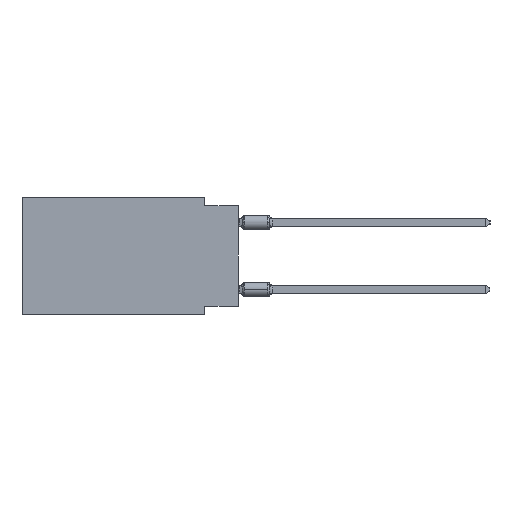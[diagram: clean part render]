
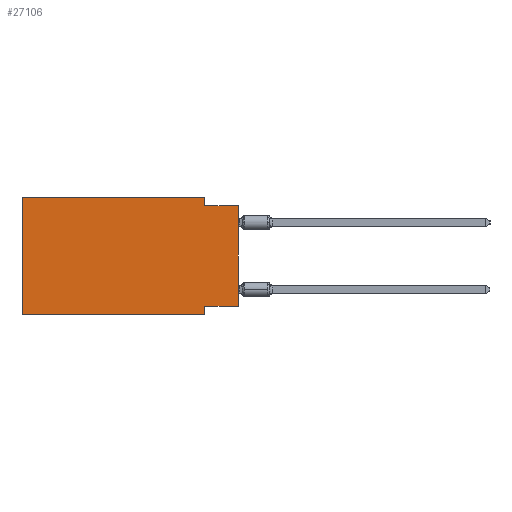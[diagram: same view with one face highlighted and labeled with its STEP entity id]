
A CAD part, left-side view. The second image highlights one B-rep face of the part: STEP entity #27106.
In plain terms, the highlighted planar face has unit normal (-1, 0, 0).
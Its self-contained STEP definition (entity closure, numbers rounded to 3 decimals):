
#1157 = FACE_OUTER_BOUND ( 'NONE', #39113, .T. ) ;
#1665 = VERTEX_POINT ( 'NONE', #18611 ) ;
#3463 = CARTESIAN_POINT ( 'NONE',  ( 0., 16.383, 0. ) ) ;
#5548 = PLANE ( 'NONE',  #41165 ) ;
#5763 = CARTESIAN_POINT ( 'NONE',  ( 0., 16.383, -8.89 ) ) ;
#6226 = VECTOR ( 'NONE', #12517, 1000. ) ;
#6539 = EDGE_CURVE ( 'NONE', #38450, #33308, #30058, .T. ) ;
#6920 = CARTESIAN_POINT ( 'NONE',  ( 0., 2.54, -0.635 ) ) ;
#6945 = DIRECTION ( 'NONE',  ( 0., 1., 0. ) ) ;
#8509 = CARTESIAN_POINT ( 'NONE',  ( 0., 16.383, 0. ) ) ;
#8613 = CARTESIAN_POINT ( 'NONE',  ( 0., 2.54, -8.89 ) ) ;
#8767 = CARTESIAN_POINT ( 'NONE',  ( 0., 0., -0.635 ) ) ;
#11059 = LINE ( 'NONE', #25972, #27550 ) ;
#11734 = CARTESIAN_POINT ( 'NONE',  ( 0., 16.383, -8.89 ) ) ;
#12218 = ORIENTED_EDGE ( 'NONE', *, *, #14443, .F. ) ;
#12517 = DIRECTION ( 'NONE',  ( 0., 0., -1. ) ) ;
#13883 = EDGE_CURVE ( 'NONE', #23599, #16812, #40441, .T. ) ;
#14443 = EDGE_CURVE ( 'NONE', #1665, #38174, #11059, .T. ) ;
#14982 = LINE ( 'NONE', #3463, #15690 ) ;
#15690 = VECTOR ( 'NONE', #19112, 1000. ) ;
#16151 = VECTOR ( 'NONE', #28027, 1000. ) ;
#16540 = CARTESIAN_POINT ( 'NONE',  ( 0., 2.54, -8.89 ) ) ;
#16812 = VERTEX_POINT ( 'NONE', #25636 ) ;
#17854 = CARTESIAN_POINT ( 'NONE',  ( 0., 0., 0. ) ) ;
#18611 = CARTESIAN_POINT ( 'NONE',  ( 0., 16.383, 0. ) ) ;
#19112 = DIRECTION ( 'NONE',  ( 0., 0., 1. ) ) ;
#19353 = DIRECTION ( 'NONE',  ( 0., 0., -1. ) ) ;
#20456 = DIRECTION ( 'NONE',  ( 0., 0., -1. ) ) ;
#21922 = CARTESIAN_POINT ( 'NONE',  ( 0., 2.54, 0. ) ) ;
#22035 = EDGE_CURVE ( 'NONE', #23599, #47822, #39414, .T. ) ;
#23195 = ORIENTED_EDGE ( 'NONE', *, *, #31739, .F. ) ;
#23599 = VERTEX_POINT ( 'NONE', #41729 ) ;
#25636 = CARTESIAN_POINT ( 'NONE',  ( 0., 2.54, -8.255 ) ) ;
#25861 = VECTOR ( 'NONE', #19353, 1000. ) ;
#25972 = CARTESIAN_POINT ( 'NONE',  ( 0., 16.383, 0. ) ) ;
#26646 = DIRECTION ( 'NONE',  ( 0., -1., 0. ) ) ;
#27075 = DIRECTION ( 'NONE',  ( 1., 0., 0. ) ) ;
#27106 = ADVANCED_FACE ( 'NONE', ( #1157 ), #5548, .F. ) ;
#27141 = EDGE_CURVE ( 'NONE', #29456, #47822, #42010, .T. ) ;
#27550 = VECTOR ( 'NONE', #31496, 1000. ) ;
#27860 = VECTOR ( 'NONE', #26646, 1000. ) ;
#28027 = DIRECTION ( 'NONE',  ( 0., -1., 0. ) ) ;
#29456 = VERTEX_POINT ( 'NONE', #6920 ) ;
#30058 = LINE ( 'NONE', #11734, #27860 ) ;
#30853 = LINE ( 'NONE', #46033, #6226 ) ;
#31075 = ORIENTED_EDGE ( 'NONE', *, *, #6539, .T. ) ;
#31496 = DIRECTION ( 'NONE',  ( 0., -1., 0. ) ) ;
#31739 = EDGE_CURVE ( 'NONE', #16812, #33308, #38906, .T. ) ;
#32591 = VECTOR ( 'NONE', #43107, 1000. ) ;
#33308 = VERTEX_POINT ( 'NONE', #16540 ) ;
#33942 = ORIENTED_EDGE ( 'NONE', *, *, #22035, .T. ) ;
#36103 = VECTOR ( 'NONE', #6945, 1000. ) ;
#36254 = ORIENTED_EDGE ( 'NONE', *, *, #27141, .F. ) ;
#36783 = CARTESIAN_POINT ( 'NONE',  ( 0., 0., -8.255 ) ) ;
#37341 = ORIENTED_EDGE ( 'NONE', *, *, #48247, .F. ) ;
#38174 = VERTEX_POINT ( 'NONE', #21922 ) ;
#38450 = VERTEX_POINT ( 'NONE', #5763 ) ;
#38906 = LINE ( 'NONE', #8613, #25861 ) ;
#39113 = EDGE_LOOP ( 'NONE', ( #33942, #36254, #41111, #12218, #37341, #31075, #23195, #47845 ) ) ;
#39414 = LINE ( 'NONE', #17854, #32591 ) ;
#40441 = LINE ( 'NONE', #36783, #36103 ) ;
#40599 = EDGE_CURVE ( 'NONE', #38174, #29456, #30853, .T. ) ;
#40962 = CARTESIAN_POINT ( 'NONE',  ( 0., 0., -0.635 ) ) ;
#41111 = ORIENTED_EDGE ( 'NONE', *, *, #40599, .F. ) ;
#41165 = AXIS2_PLACEMENT_3D ( 'NONE', #8509, #27075, #20456 ) ;
#41729 = CARTESIAN_POINT ( 'NONE',  ( 0., 0., -8.255 ) ) ;
#42010 = LINE ( 'NONE', #8767, #16151 ) ;
#43107 = DIRECTION ( 'NONE',  ( 0., 0., 1. ) ) ;
#46033 = CARTESIAN_POINT ( 'NONE',  ( 0., 2.54, 0. ) ) ;
#47822 = VERTEX_POINT ( 'NONE', #40962 ) ;
#47845 = ORIENTED_EDGE ( 'NONE', *, *, #13883, .F. ) ;
#48247 = EDGE_CURVE ( 'NONE', #38450, #1665, #14982, .T. ) ;
